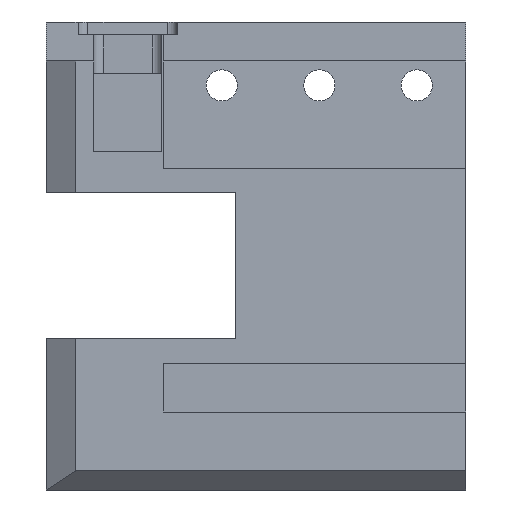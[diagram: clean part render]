
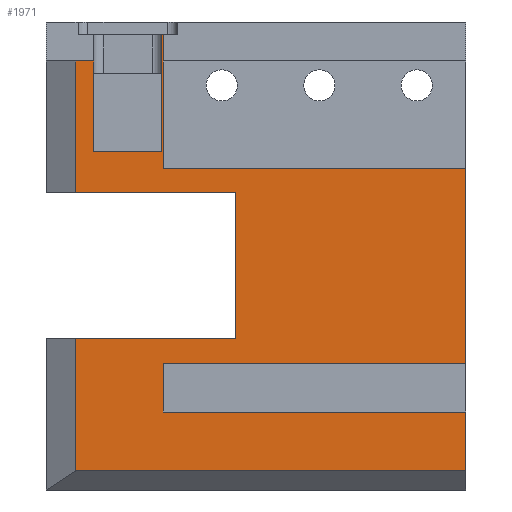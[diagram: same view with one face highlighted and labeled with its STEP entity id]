
A CAD part, front view. The second image highlights one B-rep face of the part: STEP entity #1971.
In plain terms, the highlighted planar face has unit normal (0, -1, 0).
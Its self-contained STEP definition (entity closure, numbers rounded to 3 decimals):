
#28 = DIRECTION ( 'NONE',  ( 1., 0., 0. ) ) ;
#41 = VECTOR ( 'NONE', #946, 1000. ) ;
#54 = VECTOR ( 'NONE', #630, 1000. ) ;
#67 = LINE ( 'NONE', #2036, #197 ) ;
#74 = EDGE_CURVE ( 'NONE', #1272, #2058, #623, .T. ) ;
#98 = VECTOR ( 'NONE', #419, 1000. ) ;
#162 = EDGE_CURVE ( 'NONE', #246, #363, #509, .T. ) ;
#167 = CARTESIAN_POINT ( 'NONE',  ( -15., 0.5, 15.5 ) ) ;
#169 = ORIENTED_EDGE ( 'NONE', *, *, #1327, .T. ) ;
#190 = ORIENTED_EDGE ( 'NONE', *, *, #1110, .T. ) ;
#197 = VECTOR ( 'NONE', #2200, 1000. ) ;
#204 = ORIENTED_EDGE ( 'NONE', *, *, #1447, .T. ) ;
#208 = EDGE_CURVE ( 'NONE', #1272, #1334, #1535, .T. ) ;
#209 = PLANE ( 'NONE',  #1254 ) ;
#219 = CARTESIAN_POINT ( 'NONE',  ( -15., 0.5, 33. ) ) ;
#233 = CARTESIAN_POINT ( 'NONE',  ( -6.15, 0.5, 33. ) ) ;
#241 = VECTOR ( 'NONE', #28, 1000. ) ;
#246 = VERTEX_POINT ( 'NONE', #1816 ) ;
#263 = VERTEX_POINT ( 'NONE', #167 ) ;
#298 = CARTESIAN_POINT ( 'NONE',  ( 25., 0.5, 33. ) ) ;
#300 = LINE ( 'NONE', #1049, #241 ) ;
#303 = VERTEX_POINT ( 'NONE', #820 ) ;
#359 = LINE ( 'NONE', #1943, #909 ) ;
#363 = VERTEX_POINT ( 'NONE', #1728 ) ;
#368 = EDGE_CURVE ( 'NONE', #1224, #1048, #300, .T. ) ;
#371 = CARTESIAN_POINT ( 'NONE',  ( -15., 0.5, 2. ) ) ;
#372 = CARTESIAN_POINT ( 'NONE',  ( -15., 0.5, 33. ) ) ;
#379 = CARTESIAN_POINT ( 'NONE',  ( 25., 0.5, 0. ) ) ;
#381 = VERTEX_POINT ( 'NONE', #371 ) ;
#400 = VERTEX_POINT ( 'NONE', #1899 ) ;
#403 = ORIENTED_EDGE ( 'NONE', *, *, #1726, .T. ) ;
#405 = DIRECTION ( 'NONE',  ( 0., 0., 1. ) ) ;
#419 = DIRECTION ( 'NONE',  ( -1., 0., 0. ) ) ;
#433 = ORIENTED_EDGE ( 'NONE', *, *, #1529, .F. ) ;
#481 = LINE ( 'NONE', #372, #1675 ) ;
#499 = ORIENTED_EDGE ( 'NONE', *, *, #208, .T. ) ;
#509 = LINE ( 'NONE', #1292, #54 ) ;
#545 = DIRECTION ( 'NONE',  ( 0., 0., -1. ) ) ;
#551 = DIRECTION ( 'NONE',  ( 0., 0., -1. ) ) ;
#565 = DIRECTION ( 'NONE',  ( -1., 0., 0. ) ) ;
#588 = CARTESIAN_POINT ( 'NONE',  ( 25., 0.5, 33. ) ) ;
#590 = EDGE_CURVE ( 'NONE', #964, #1325, #872, .T. ) ;
#610 = CARTESIAN_POINT ( 'NONE',  ( 25., 0.5, 44. ) ) ;
#623 = LINE ( 'NONE', #588, #1396 ) ;
#624 = CARTESIAN_POINT ( 'NONE',  ( 25., 0.5, 46.7 ) ) ;
#630 = DIRECTION ( 'NONE',  ( 0., 0., -1. ) ) ;
#707 = EDGE_CURVE ( 'NONE', #363, #1024, #845, .T. ) ;
#710 = VERTEX_POINT ( 'NONE', #2063 ) ;
#716 = VECTOR ( 'NONE', #551, 1000. ) ;
#728 = LINE ( 'NONE', #624, #906 ) ;
#778 = LINE ( 'NONE', #2179, #1165 ) ;
#788 = EDGE_CURVE ( 'NONE', #2106, #1024, #1983, .T. ) ;
#820 = CARTESIAN_POINT ( 'NONE',  ( 1.429, 0.5, 15.5 ) ) ;
#830 = ORIENTED_EDGE ( 'NONE', *, *, #707, .F. ) ;
#845 = LINE ( 'NONE', #866, #1508 ) ;
#866 = CARTESIAN_POINT ( 'NONE',  ( -25., 0.5, 8. ) ) ;
#872 = LINE ( 'NONE', #233, #716 ) ;
#873 = DIRECTION ( 'NONE',  ( 0., 1., 0. ) ) ;
#886 = ORIENTED_EDGE ( 'NONE', *, *, #590, .T. ) ;
#906 = VECTOR ( 'NONE', #1289, 1000. ) ;
#909 = VECTOR ( 'NONE', #1965, 1000. ) ;
#946 = DIRECTION ( 'NONE',  ( -1., 0., 0. ) ) ;
#964 = VERTEX_POINT ( 'NONE', #1446 ) ;
#996 = VECTOR ( 'NONE', #1992, 1000. ) ;
#1000 = CARTESIAN_POINT ( 'NONE',  ( -13.15, 0.5, 44. ) ) ;
#1024 = VERTEX_POINT ( 'NONE', #2023 ) ;
#1048 = VERTEX_POINT ( 'NONE', #1824 ) ;
#1049 = CARTESIAN_POINT ( 'NONE',  ( 25., 0.5, 30.5 ) ) ;
#1066 = CARTESIAN_POINT ( 'NONE',  ( -6., 0.5, 33. ) ) ;
#1077 = FACE_OUTER_BOUND ( 'NONE', #2187, .T. ) ;
#1106 = CARTESIAN_POINT ( 'NONE',  ( 25., 0.5, 15.5 ) ) ;
#1110 = EDGE_CURVE ( 'NONE', #400, #1196, #778, .T. ) ;
#1165 = VECTOR ( 'NONE', #1308, 1000. ) ;
#1196 = VERTEX_POINT ( 'NONE', #1000 ) ;
#1211 = VECTOR ( 'NONE', #1950, 1000. ) ;
#1224 = VERTEX_POINT ( 'NONE', #1705 ) ;
#1251 = EDGE_CURVE ( 'NONE', #710, #1224, #481, .T. ) ;
#1254 = AXIS2_PLACEMENT_3D ( 'NONE', #1391, #873, #565 ) ;
#1272 = VERTEX_POINT ( 'NONE', #1378 ) ;
#1289 = DIRECTION ( 'NONE',  ( -1., 0., 0. ) ) ;
#1292 = CARTESIAN_POINT ( 'NONE',  ( -6., 0.5, 48. ) ) ;
#1293 = LINE ( 'NONE', #1780, #1211 ) ;
#1307 = DIRECTION ( 'NONE',  ( -1., 0., 0. ) ) ;
#1308 = DIRECTION ( 'NONE',  ( 0., 0., 1. ) ) ;
#1325 = VERTEX_POINT ( 'NONE', #2068 ) ;
#1327 = EDGE_CURVE ( 'NONE', #263, #381, #1484, .T. ) ;
#1334 = VERTEX_POINT ( 'NONE', #1066 ) ;
#1363 = VECTOR ( 'NONE', #405, 1000. ) ;
#1378 = CARTESIAN_POINT ( 'NONE',  ( 25., 0.5, 33. ) ) ;
#1383 = VECTOR ( 'NONE', #1457, 1000. ) ;
#1384 = EDGE_CURVE ( 'NONE', #2082, #1334, #1293, .T. ) ;
#1391 = CARTESIAN_POINT ( 'NONE',  ( 25., 0.5, 33. ) ) ;
#1396 = VECTOR ( 'NONE', #2111, 1000. ) ;
#1446 = CARTESIAN_POINT ( 'NONE',  ( -6.15, 0.5, 46.7 ) ) ;
#1447 = EDGE_CURVE ( 'NONE', #1048, #303, #359, .T. ) ;
#1457 = DIRECTION ( 'NONE',  ( -1., 0., 0. ) ) ;
#1481 = CARTESIAN_POINT ( 'NONE',  ( 25., 0.5, 2. ) ) ;
#1484 = LINE ( 'NONE', #219, #2088 ) ;
#1492 = EDGE_CURVE ( 'NONE', #1325, #400, #1600, .T. ) ;
#1508 = VECTOR ( 'NONE', #2070, 1000. ) ;
#1527 = ORIENTED_EDGE ( 'NONE', *, *, #788, .T. ) ;
#1529 = EDGE_CURVE ( 'NONE', #2058, #246, #1893, .T. ) ;
#1535 = LINE ( 'NONE', #298, #2115 ) ;
#1540 = DIRECTION ( 'NONE',  ( 0., 0., -1. ) ) ;
#1564 = EDGE_CURVE ( 'NONE', #1196, #710, #1871, .T. ) ;
#1584 = EDGE_CURVE ( 'NONE', #303, #263, #1777, .T. ) ;
#1600 = LINE ( 'NONE', #2124, #98 ) ;
#1675 = VECTOR ( 'NONE', #545, 1000. ) ;
#1705 = CARTESIAN_POINT ( 'NONE',  ( -15., 0.5, 30.5 ) ) ;
#1720 = ORIENTED_EDGE ( 'NONE', *, *, #1251, .T. ) ;
#1726 = EDGE_CURVE ( 'NONE', #381, #2106, #67, .T. ) ;
#1728 = CARTESIAN_POINT ( 'NONE',  ( -6., 0.5, 8. ) ) ;
#1755 = ORIENTED_EDGE ( 'NONE', *, *, #1564, .T. ) ;
#1767 = CARTESIAN_POINT ( 'NONE',  ( -6., 0.5, 46.7 ) ) ;
#1777 = LINE ( 'NONE', #1106, #41 ) ;
#1780 = CARTESIAN_POINT ( 'NONE',  ( -6., 0.5, 48. ) ) ;
#1794 = ORIENTED_EDGE ( 'NONE', *, *, #162, .F. ) ;
#1816 = CARTESIAN_POINT ( 'NONE',  ( -6., 0.5, 13. ) ) ;
#1824 = CARTESIAN_POINT ( 'NONE',  ( 1.429, 0.5, 30.5 ) ) ;
#1871 = LINE ( 'NONE', #610, #1383 ) ;
#1887 = ORIENTED_EDGE ( 'NONE', *, *, #368, .T. ) ;
#1893 = LINE ( 'NONE', #1999, #996 ) ;
#1899 = CARTESIAN_POINT ( 'NONE',  ( -13.15, 0.5, 34.7 ) ) ;
#1943 = CARTESIAN_POINT ( 'NONE',  ( 1.429, 0.5, 33. ) ) ;
#1950 = DIRECTION ( 'NONE',  ( 0., 0., -1. ) ) ;
#1954 = CARTESIAN_POINT ( 'NONE',  ( 25., 0.5, 13. ) ) ;
#1965 = DIRECTION ( 'NONE',  ( 0., 0., -1. ) ) ;
#1971 = ADVANCED_FACE ( 'NONE', ( #1077 ), #209, .F. ) ;
#1983 = LINE ( 'NONE', #379, #1363 ) ;
#1992 = DIRECTION ( 'NONE',  ( -1., 0., 0. ) ) ;
#1999 = CARTESIAN_POINT ( 'NONE',  ( 25., 0.5, 13. ) ) ;
#2023 = CARTESIAN_POINT ( 'NONE',  ( 25., 0.5, 8. ) ) ;
#2025 = ORIENTED_EDGE ( 'NONE', *, *, #2177, .T. ) ;
#2036 = CARTESIAN_POINT ( 'NONE',  ( -25., 0.5, 2. ) ) ;
#2058 = VERTEX_POINT ( 'NONE', #1954 ) ;
#2063 = CARTESIAN_POINT ( 'NONE',  ( -15., 0.5, 44. ) ) ;
#2068 = CARTESIAN_POINT ( 'NONE',  ( -6.15, 0.5, 34.7 ) ) ;
#2070 = DIRECTION ( 'NONE',  ( 1., 0., 0. ) ) ;
#2082 = VERTEX_POINT ( 'NONE', #1767 ) ;
#2088 = VECTOR ( 'NONE', #1540, 1000. ) ;
#2101 = ORIENTED_EDGE ( 'NONE', *, *, #1384, .F. ) ;
#2106 = VERTEX_POINT ( 'NONE', #1481 ) ;
#2111 = DIRECTION ( 'NONE',  ( 0., 0., -1. ) ) ;
#2115 = VECTOR ( 'NONE', #1307, 1000. ) ;
#2122 = ORIENTED_EDGE ( 'NONE', *, *, #74, .F. ) ;
#2124 = CARTESIAN_POINT ( 'NONE',  ( 25., 0.5, 34.7 ) ) ;
#2136 = ORIENTED_EDGE ( 'NONE', *, *, #1584, .T. ) ;
#2174 = ORIENTED_EDGE ( 'NONE', *, *, #1492, .T. ) ;
#2177 = EDGE_CURVE ( 'NONE', #2082, #964, #728, .T. ) ;
#2179 = CARTESIAN_POINT ( 'NONE',  ( -13.15, 0.5, 33. ) ) ;
#2187 = EDGE_LOOP ( 'NONE', ( #204, #2136, #169, #403, #1527, #830, #1794, #433, #2122, #499, #2101, #2025, #886, #2174, #190, #1755, #1720, #1887 ) ) ;
#2200 = DIRECTION ( 'NONE',  ( 1., 0., 0. ) ) ;
